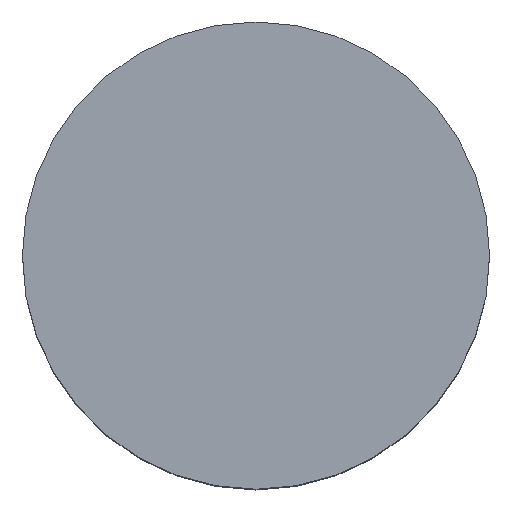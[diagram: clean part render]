
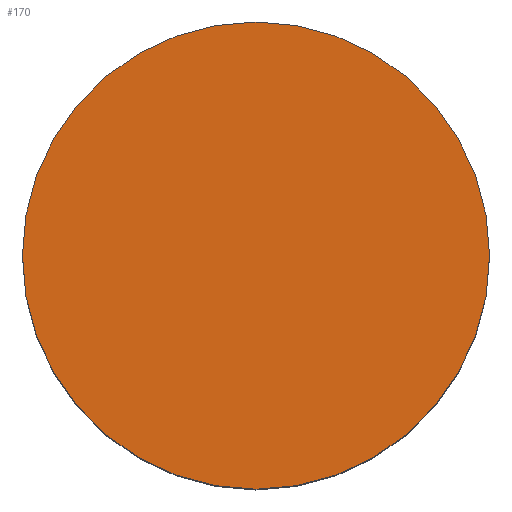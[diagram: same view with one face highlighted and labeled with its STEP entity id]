
A CAD part, top view. The second image highlights one B-rep face of the part: STEP entity #170.
In plain terms, the highlighted planar face has unit normal (0, 0, 1).
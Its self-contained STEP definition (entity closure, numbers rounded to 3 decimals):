
#27=CIRCLE('',#200,1.966);
#37=FACE_OUTER_BOUND('',#47,.T.);
#47=EDGE_LOOP('',(#145));
#91=VERTEX_POINT('',#298);
#110=EDGE_CURVE('',#91,#91,#27,.T.);
#145=ORIENTED_EDGE('',*,*,#110,.T.);
#161=PLANE('',#201);
#170=ADVANCED_FACE('',(#37),#161,.T.);
#200=AXIS2_PLACEMENT_3D('',#299,#246,#247);
#201=AXIS2_PLACEMENT_3D('',#301,#249,#250);
#246=DIRECTION('center_axis',(0.,0.,1.));
#247=DIRECTION('ref_axis',(1.,0.,0.));
#249=DIRECTION('center_axis',(0.,0.,1.));
#250=DIRECTION('ref_axis',(1.,0.,0.));
#298=CARTESIAN_POINT('',(22.07,11.,131.186));
#299=CARTESIAN_POINT('Origin',(20.104,11.,131.186));
#301=CARTESIAN_POINT('Origin',(20.104,11.,131.186));
